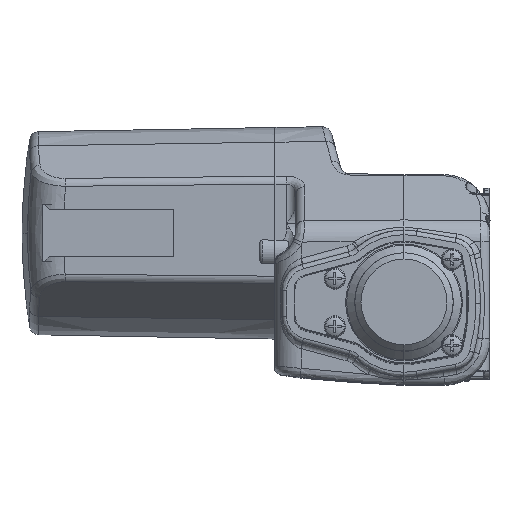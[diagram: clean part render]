
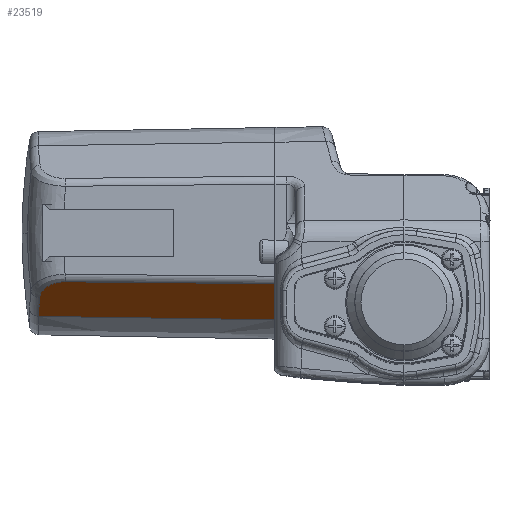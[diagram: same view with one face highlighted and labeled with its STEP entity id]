
A CAD part, top view. The second image highlights one B-rep face of the part: STEP entity #23519.
In plain terms, the highlighted planar face has unit normal (-0.018, -0.819, 0.574).
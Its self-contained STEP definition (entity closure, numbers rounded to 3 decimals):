
#1844 = CARTESIAN_POINT ( 'NONE',  ( -130.047, -10.162, 57.512 ) ) ;
#1886 = CARTESIAN_POINT ( 'NONE',  ( -53.122, -11.262, 58.283 ) ) ;
#1911 = CARTESIAN_POINT ( 'NONE',  ( -129.722, -4.118, 66.146 ) ) ;
#1924 = CARTESIAN_POINT ( 'NONE',  ( -121.437, 1.068, 73.797 ) ) ;
#1995 = CARTESIAN_POINT ( 'NONE',  ( -53.122, 0.448, 74.989 ) ) ;
#4890 = EDGE_CURVE ( 'NONE', #28784, #28816, #13952, .T. ) ;
#4923 = EDGE_CURVE ( 'NONE', #28866, #28853, #14853, .T. ) ;
#4963 = EDGE_CURVE ( 'NONE', #28908, #28816, #13982, .T. ) ;
#4986 = EDGE_CURVE ( 'NONE', #28908, #28866, #12993, .T. ) ;
#5955 = EDGE_CURVE ( 'NONE', #28853, #28784, #22602, .T. ) ;
#8099 = EDGE_LOOP ( 'NONE', ( #27944, #27937, #27929, #27935, #27967 ) ) ;
#12375 = AXIS2_PLACEMENT_3D ( 'NONE', #21680, #21705, #21685 ) ;
#12506 = AXIS2_PLACEMENT_3D ( 'NONE', #26457, #26427, #26463 ) ;
#12949 = VECTOR ( 'NONE', #17603, 1000. ) ;
#12993 = LINE ( 'NONE', #17646, #12949 ) ;
#13937 = VECTOR ( 'NONE', #15078, 1000. ) ;
#13952 = LINE ( 'NONE', #15114, #13937 ) ;
#13982 = LINE ( 'NONE', #17582, #14004 ) ;
#14004 = VECTOR ( 'NONE', #17586, 1000. ) ;
#14853 = B_SPLINE_CURVE_WITH_KNOTS ( 'NONE', 3,
 ( #17391, #17371, #17397, #17398, #17343, #17349, #17356, #17348, #17373, #17374, #17375, #17446, #17413, #17451, #17412, #17425, #17424, #17414, #17426, #17416 ),
 .UNSPECIFIED., .F., .F.,
 ( 4, 2, 2, 2, 2, 2, 2, 2, 2, 4 ),
 ( 0., 0.002, 0.003, 0.005, 0.007, 0.008, 0.01, 0.011, 0.012, 0.014 ),
 .UNSPECIFIED. ) ;
#15078 = DIRECTION ( 'NONE',  ( 1., -0.014, 0.01 ) ) ;
#15114 = CARTESIAN_POINT ( 'NONE',  ( -11.122, -11.862, 58.704 ) ) ;
#17343 = CARTESIAN_POINT ( 'NONE',  ( -124.22, 0.792, 73.318 ) ) ;
#17348 = CARTESIAN_POINT ( 'NONE',  ( -126.597, -0.064, 72.024 ) ) ;
#17349 = CARTESIAN_POINT ( 'NONE',  ( -125.232, 0.512, 72.887 ) ) ;
#17356 = CARTESIAN_POINT ( 'NONE',  ( -125.708, 0.34, 72.627 ) ) ;
#17371 = CARTESIAN_POINT ( 'NONE',  ( -122.012, 1.073, 73.787 ) ) ;
#17373 = CARTESIAN_POINT ( 'NONE',  ( -126.998, -0.29, 71.69 ) ) ;
#17374 = CARTESIAN_POINT ( 'NONE',  ( -127.722, -0.783, 70.965 ) ) ;
#17375 = CARTESIAN_POINT ( 'NONE',  ( -128.046, -1.052, 70.571 ) ) ;
#17391 = CARTESIAN_POINT ( 'NONE',  ( -121.437, 1.068, 73.797 ) ) ;
#17397 = CARTESIAN_POINT ( 'NONE',  ( -122.574, 1.04, 73.723 ) ) ;
#17398 = CARTESIAN_POINT ( 'NONE',  ( -123.676, 0.901, 73.49 ) ) ;
#17412 = CARTESIAN_POINT ( 'NONE',  ( -129.22, -2.519, 68.442 ) ) ;
#17413 = CARTESIAN_POINT ( 'NONE',  ( -128.839, -1.906, 69.328 ) ) ;
#17414 = CARTESIAN_POINT ( 'NONE',  ( -129.612, -3.467, 67.077 ) ) ;
#17416 = CARTESIAN_POINT ( 'NONE',  ( -129.722, -4.118, 66.146 ) ) ;
#17424 = CARTESIAN_POINT ( 'NONE',  ( -129.442, -2.99, 67.763 ) ) ;
#17425 = CARTESIAN_POINT ( 'NONE',  ( -129.375, -2.832, 67.991 ) ) ;
#17426 = CARTESIAN_POINT ( 'NONE',  ( -129.686, -3.79, 66.614 ) ) ;
#17446 = CARTESIAN_POINT ( 'NONE',  ( -128.603, -1.613, 69.753 ) ) ;
#17451 = CARTESIAN_POINT ( 'NONE',  ( -129.132, -2.363, 68.667 ) ) ;
#17582 = CARTESIAN_POINT ( 'NONE',  ( -53.122, 1.562, 76.579 ) ) ;
#17586 = DIRECTION ( 'NONE',  ( 0., -0.574, -0.819 ) ) ;
#17603 = DIRECTION ( 'NONE',  ( -1., 0.009, -0.017 ) ) ;
#17646 = CARTESIAN_POINT ( 'NONE',  ( -11.108, 0.066, 75.722 ) ) ;
#21680 = CARTESIAN_POINT ( 'NONE',  ( 40.748, -12.604, 59.224 ) ) ;
#21685 = DIRECTION ( 'NONE',  ( 0., -0.574, -0.819 ) ) ;
#21705 = DIRECTION ( 'NONE',  ( -0.017, -0.819, 0.574 ) ) ;
#22602 = CIRCLE ( 'NONE', #12375, 170.821 ) ;
#22899 = FACE_OUTER_BOUND ( 'NONE', #8099, .T. ) ;
#23519 = ADVANCED_FACE ( 'NONE', ( #22899 ), #26449, .T. ) ;
#26427 = DIRECTION ( 'NONE',  ( -0.017, -0.819, 0.574 ) ) ;
#26449 = PLANE ( 'NONE',  #12506 ) ;
#26457 = CARTESIAN_POINT ( 'NONE',  ( -11.122, 0.962, 77. ) ) ;
#26463 = DIRECTION ( 'NONE',  ( 0., -0.574, -0.819 ) ) ;
#27929 = ORIENTED_EDGE ( 'NONE', *, *, #4923, .T. ) ;
#27935 = ORIENTED_EDGE ( 'NONE', *, *, #5955, .T. ) ;
#27937 = ORIENTED_EDGE ( 'NONE', *, *, #4986, .T. ) ;
#27944 = ORIENTED_EDGE ( 'NONE', *, *, #4963, .F. ) ;
#27967 = ORIENTED_EDGE ( 'NONE', *, *, #4890, .T. ) ;
#28784 = VERTEX_POINT ( 'NONE', #1844 ) ;
#28816 = VERTEX_POINT ( 'NONE', #1886 ) ;
#28853 = VERTEX_POINT ( 'NONE', #1911 ) ;
#28866 = VERTEX_POINT ( 'NONE', #1924 ) ;
#28908 = VERTEX_POINT ( 'NONE', #1995 ) ;
